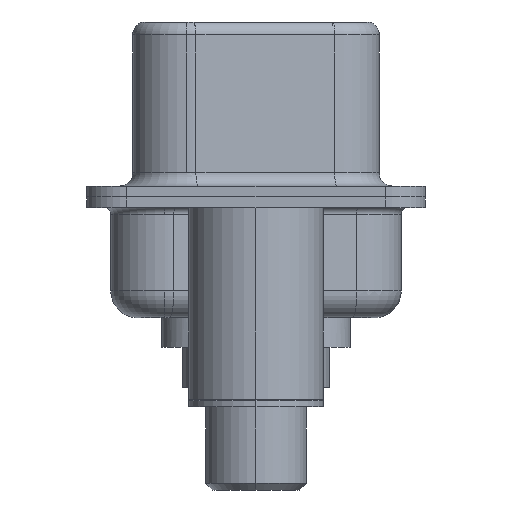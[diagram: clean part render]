
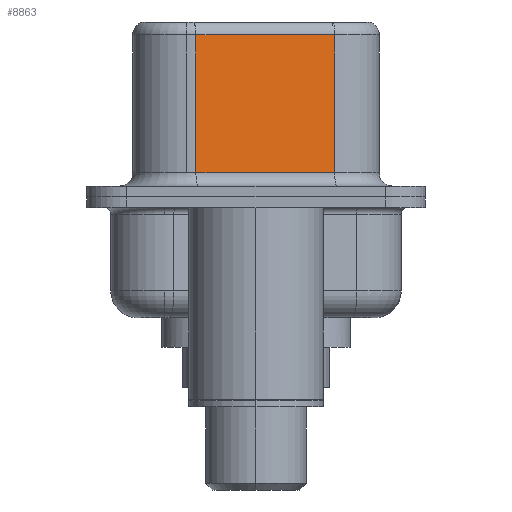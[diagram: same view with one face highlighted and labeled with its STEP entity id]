
A CAD part, left-side view. The second image highlights one B-rep face of the part: STEP entity #8863.
In plain terms, the highlighted planar face has unit normal (-0.985, -0.174, 0).
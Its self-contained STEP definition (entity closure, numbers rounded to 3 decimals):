
#220 = VERTEX_POINT ( 'NONE', #14498 ) ;
#352 = DIRECTION ( 'NONE',  ( 0.985, 0.174, 0. ) ) ;
#392 = CARTESIAN_POINT ( 'NONE',  ( 4.58, -2.927, 6.02 ) ) ;
#949 = CARTESIAN_POINT ( 'NONE',  ( 4.58, -2.927, 0.9 ) ) ;
#950 = ORIENTED_EDGE ( 'NONE', *, *, #6254, .T. ) ;
#1657 = VECTOR ( 'NONE', #11535, 1000. ) ;
#2700 = DIRECTION ( 'NONE',  ( -0.174, 0.985, 0. ) ) ;
#3967 = CARTESIAN_POINT ( 'NONE',  ( 3.67, 2.233, 6.52 ) ) ;
#4342 = EDGE_CURVE ( 'NONE', #220, #14075, #15185, .T. ) ;
#4811 = DIRECTION ( 'NONE',  ( 0., 0., -1. ) ) ;
#5665 = VERTEX_POINT ( 'NONE', #392 ) ;
#5669 = FACE_OUTER_BOUND ( 'NONE', #6154, .T. ) ;
#5682 = AXIS2_PLACEMENT_3D ( 'NONE', #8241, #352, #7063 ) ;
#6012 = EDGE_CURVE ( 'NONE', #5665, #14979, #16545, .T. ) ;
#6154 = EDGE_LOOP ( 'NONE', ( #15488, #950, #13603, #12557 ) ) ;
#6254 = EDGE_CURVE ( 'NONE', #5665, #220, #12737, .T. ) ;
#6938 = VECTOR ( 'NONE', #2700, 1000. ) ;
#7063 = DIRECTION ( 'NONE',  ( -0.174, 0.985, 0. ) ) ;
#7899 = DIRECTION ( 'NONE',  ( 0., 0., -1. ) ) ;
#8241 = CARTESIAN_POINT ( 'NONE',  ( 4.58, -2.927, 6.52 ) ) ;
#8863 = ADVANCED_FACE ( 'NONE', ( #5669 ), #12003, .F. ) ;
#11535 = DIRECTION ( 'NONE',  ( 0.174, -0.985, 0. ) ) ;
#12003 = PLANE ( 'NONE',  #5682 ) ;
#12530 = CARTESIAN_POINT ( 'NONE',  ( 4.58, -2.927, 6.52 ) ) ;
#12557 = ORIENTED_EDGE ( 'NONE', *, *, #14882, .T. ) ;
#12737 = LINE ( 'NONE', #14439, #6938 ) ;
#12815 = CARTESIAN_POINT ( 'NONE',  ( 4.58, -2.927, 0.9 ) ) ;
#13603 = ORIENTED_EDGE ( 'NONE', *, *, #4342, .T. ) ;
#14075 = VERTEX_POINT ( 'NONE', #16308 ) ;
#14439 = CARTESIAN_POINT ( 'NONE',  ( 4.58, -2.927, 6.02 ) ) ;
#14498 = CARTESIAN_POINT ( 'NONE',  ( 3.67, 2.233, 6.02 ) ) ;
#14797 = VECTOR ( 'NONE', #7899, 1000. ) ;
#14882 = EDGE_CURVE ( 'NONE', #14075, #14979, #15992, .T. ) ;
#14979 = VERTEX_POINT ( 'NONE', #12815 ) ;
#15185 = LINE ( 'NONE', #3967, #14797 ) ;
#15488 = ORIENTED_EDGE ( 'NONE', *, *, #6012, .F. ) ;
#15971 = VECTOR ( 'NONE', #4811, 1000. ) ;
#15992 = LINE ( 'NONE', #949, #1657 ) ;
#16308 = CARTESIAN_POINT ( 'NONE',  ( 3.67, 2.233, 0.9 ) ) ;
#16545 = LINE ( 'NONE', #12530, #15971 ) ;
